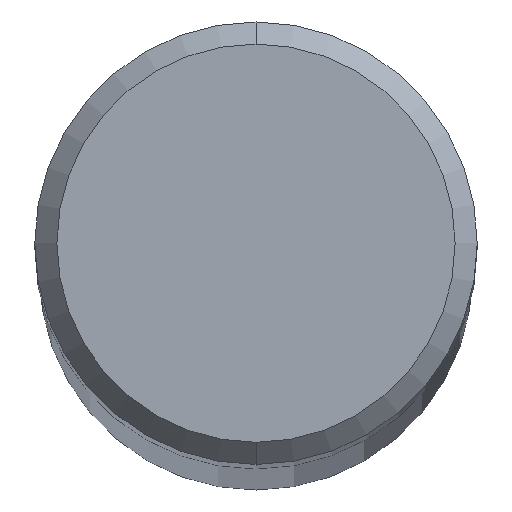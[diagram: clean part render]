
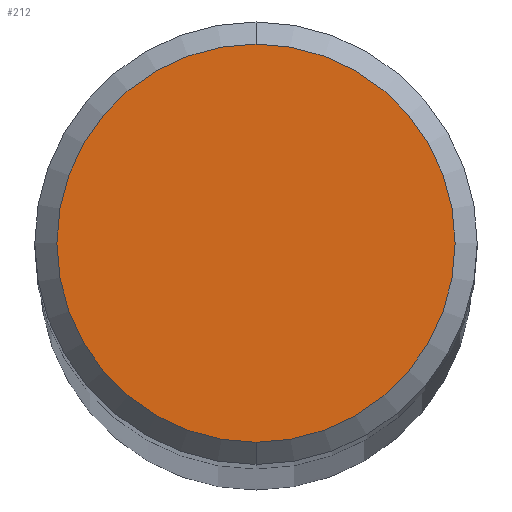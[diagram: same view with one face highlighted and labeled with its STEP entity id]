
A CAD part, top view. The second image highlights one B-rep face of the part: STEP entity #212.
In plain terms, the highlighted planar face has unit normal (0, 0, 1).
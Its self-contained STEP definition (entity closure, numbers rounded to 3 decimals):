
#112=VERTEX_POINT('',#258);
#152=EDGE_CURVE('',#218,#112,#303,.T.);
#210=EDGE_CURVE('',#112,#218,#370,.T.);
#212=ADVANCED_FACE('',(#372),#373,.T.);
#218=VERTEX_POINT('',#380);
#258=CARTESIAN_POINT('',(0.,-4.5,0.0));
#303=CIRCLE('',#476,4.5);
#370=CIRCLE('',#563,4.5);
#372=FACE_OUTER_BOUND('',#565,.T.);
#373=PLANE('',#566);
#380=CARTESIAN_POINT('',(0.0,4.5,0.0));
#476=AXIS2_PLACEMENT_3D('',#649,#650,#651);
#563=AXIS2_PLACEMENT_3D('',#741,#742,#743);
#565=EDGE_LOOP('',(#745,#746));
#566=AXIS2_PLACEMENT_3D('',#747,#748,#749);
#649=CARTESIAN_POINT('',(0.0,0.0,0.0));
#650=DIRECTION('',(0.0,0.0,-1.0));
#651=DIRECTION('',(0.0,1.0,0.0));
#741=CARTESIAN_POINT('',(0.0,0.0,0.0));
#742=DIRECTION('',(0.0,0.0,-1.0));
#743=DIRECTION('',(0.0,1.0,0.0));
#745=ORIENTED_EDGE('',*,*,#152,.F.);
#746=ORIENTED_EDGE('',*,*,#210,.F.);
#747=CARTESIAN_POINT('',(0.0,2.25,0.0));
#748=DIRECTION('',(-0.0,0.0,1.0));
#749=DIRECTION('',(0.0,-1.0,0.0));
